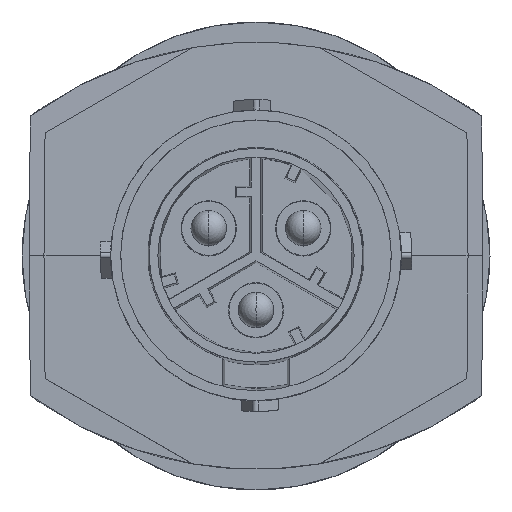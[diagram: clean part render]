
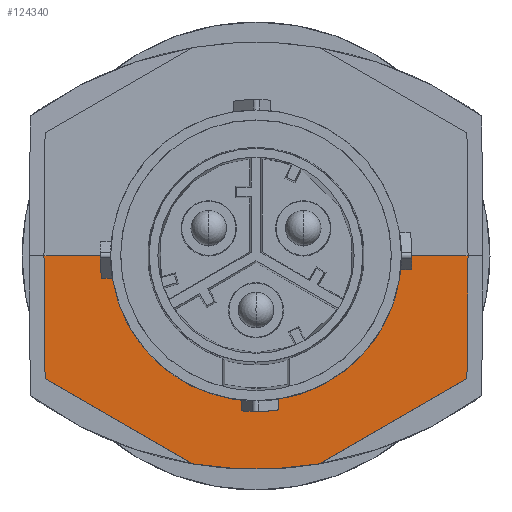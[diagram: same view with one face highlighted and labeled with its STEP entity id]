
A CAD part, top view. The second image highlights one B-rep face of the part: STEP entity #124340.
In plain terms, the highlighted face is planar.
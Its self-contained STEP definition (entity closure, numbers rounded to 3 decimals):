
#123290=CARTESIAN_POINT('',(72.58,19.598,
34.094));
#123300=VERTEX_POINT('',#123290);
#123380=CARTESIAN_POINT('',(83.221,14.048,
34.042));
#123390=VERTEX_POINT('',#123380);
#123420=CARTESIAN_POINT('',(62.259,24.981,
34.145));
#123430=DIRECTION('',(-0.887,0.462,
0.004));
#123440=VECTOR('',#123430,1.);
#123450=LINE('',#123420,#123440);
#123460=EDGE_CURVE('',#123390,#123300,#123450,.T.);
#123580=CARTESIAN_POINT('',(175.694,66.786,
33.114));
#123590=DIRECTION('',(-0.007,-0.005,
-1.));
#123600=DIRECTION('',(-0.537,0.844,
0.));
#123610=AXIS2_PLACEMENT_3D('',#123580,#123590,#123600);
#123620=PLANE('',#123610);
#123630=CARTESIAN_POINT('',(69.432,40.561,
34.019));
#123640=DIRECTION('',(0.839,0.544,
-0.009));
#123650=VECTOR('',#123640,1.);
#123660=LINE('',#123630,#123650);
#123670=CARTESIAN_POINT('',(67.256,39.15,
34.042));
#123680=VERTEX_POINT('',#123670);
#123690=CARTESIAN_POINT('',(74.533,43.868,
33.966));
#123700=VERTEX_POINT('',#123690);
#123710=EDGE_CURVE('',#123680,#123700,#123660,.T.);
#123720=ORIENTED_EDGE('',*,*,#123710,.T.);
#123730=CARTESIAN_POINT('',(67.715,28.451,
34.088));
#123740=DIRECTION('',(-0.043,0.999,
-0.004));
#123750=VECTOR('',#123740,1.);
#123760=LINE('',#123730,#123750);
#123770=CARTESIAN_POINT('',(67.77,27.16,
34.094));
#123780=VERTEX_POINT('',#123770);
#123790=EDGE_CURVE('',#123780,#123680,#123760,.T.);
#123800=ORIENTED_EDGE('',*,*,#123790,.T.);
#123810=CARTESIAN_POINT('',(92.642,37.668,
33.862));
#123820=DIRECTION('',(-0.007,-0.005,
-1.));
#123830=DIRECTION('',(0.844,0.537,
-0.009));
#123840=AXIS2_PLACEMENT_3D('',#123810,#123820,#123830);
#123850=ELLIPSE('',#123840,27.001,27.);
#123860=EDGE_CURVE('',#123300,#123780,#123850,.T.);
#123870=ORIENTED_EDGE('',*,*,#123860,.T.);
#123880=ORIENTED_EDGE('',*,*,#123460,.T.);
#123890=CARTESIAN_POINT('',(85.421,15.421,
34.019));
#123900=DIRECTION('',(-0.848,-0.529,
0.009));
#123910=VECTOR('',#123900,1.);
#123920=LINE('',#123890,#123910);
#123930=CARTESIAN_POINT('',(90.581,18.64,
33.966));
#123940=VERTEX_POINT('',#123930);
#123950=EDGE_CURVE('',#123940,#123390,#123920,.T.);
#123960=ORIENTED_EDGE('',*,*,#123950,.T.);
#123970=CARTESIAN_POINT('',(79.553,35.98,
33.966));
#123980=DIRECTION('',(-0.537,0.844,
0.));
#123990=VECTOR('',#123980,1.);
#124000=LINE('',#123970,#123990);
#124010=CARTESIAN_POINT('',(88.059,22.606,
33.966));
#124020=VERTEX_POINT('',#124010);
#124030=EDGE_CURVE('',#123940,#124020,#124000,.T.);
#124040=ORIENTED_EDGE('',*,*,#124030,.F.);
#124050=CARTESIAN_POINT('',(82.559,31.255,
33.966));
#124060=DIRECTION('',(-0.007,-0.005,
-1.));
#124070=DIRECTION('',(0.844,0.537,
-0.009));
#124080=AXIS2_PLACEMENT_3D('',#124050,#124060,#124070);
#124090=ELLIPSE('',#124080,10.25,10.25);
#124100=CARTESIAN_POINT('',(73.91,25.754,
34.055));
#124110=VERTEX_POINT('',#124100);
#124120=EDGE_CURVE('',#124020,#124110,#124090,.T.);
#124130=ORIENTED_EDGE('',*,*,#124120,.F.);
#124140=CARTESIAN_POINT('',(77.058,39.904,
33.966));
#124150=VERTEX_POINT('',#124140);
#124160=EDGE_CURVE('',#124110,#124150,#124090,.T.);
#124170=ORIENTED_EDGE('',*,*,#124160,.F.);
#124180=CARTESIAN_POINT('',(79.553,35.98,
33.966));
#124190=DIRECTION('',(-0.537,0.844,
0.));
#124200=VECTOR('',#124190,1.);
#124210=LINE('',#124180,#124200);
#124220=CARTESIAN_POINT('',(74.536,43.869,
33.966));
#124230=VERTEX_POINT('',#124220);
#124240=EDGE_CURVE('',#124150,#124230,#124210,.T.);
#124250=ORIENTED_EDGE('',*,*,#124240,.F.);
#124260=CARTESIAN_POINT('',(69.375,40.65,
34.019));
#124270=DIRECTION('',(0.848,0.529,
-0.009));
#124280=VECTOR('',#124270,1.);
#124290=LINE('',#124260,#124280);
#124300=EDGE_CURVE('',#123700,#124230,#124290,.T.);
#124310=ORIENTED_EDGE('',*,*,#124300,.T.);
#124320=EDGE_LOOP('',(#124310,#124250,#124170,#124130,#124040,#123960,
#123880,#123870,#123800,#123720));
#124330=FACE_OUTER_BOUND('',#124320,.T.);
#124340=ADVANCED_FACE('',(#124330),#123620,.T.);
